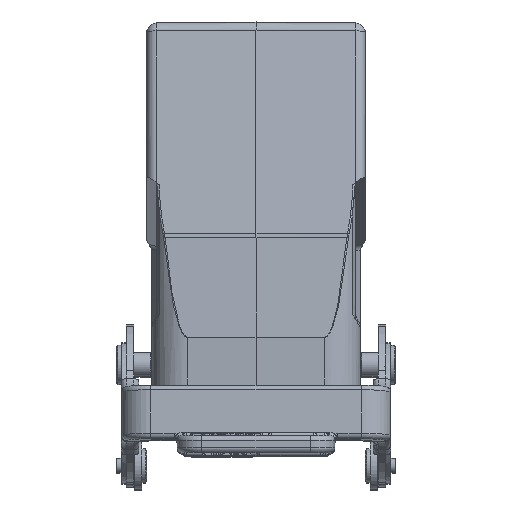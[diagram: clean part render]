
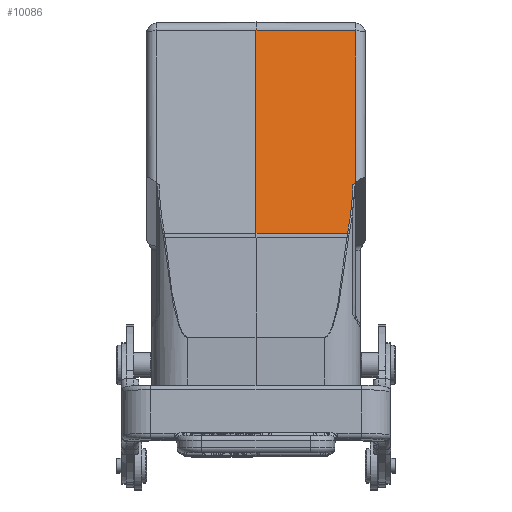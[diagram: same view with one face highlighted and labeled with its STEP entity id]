
A CAD part, top view. The second image highlights one B-rep face of the part: STEP entity #10086.
In plain terms, the highlighted planar face has unit normal (0.009, 0.174, 0.985).
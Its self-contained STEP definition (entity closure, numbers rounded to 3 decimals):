
#8522=ELLIPSE('',#36773,40.313,7.);
#10086=ADVANCED_FACE('',(#12324),#10912,.T.);
#10912=PLANE('',#36774);
#12324=FACE_OUTER_BOUND('',#14168,.T.);
#14168=EDGE_LOOP('',(#23225,#23226,#23227,#23228,#23229,#23230,#23231));
#15648=CIRCLE('',#36690,62.334);
#23225=ORIENTED_EDGE('',*,*,#29570,.F.);
#23226=ORIENTED_EDGE('',*,*,#29565,.F.);
#23227=ORIENTED_EDGE('',*,*,#29563,.T.);
#23228=ORIENTED_EDGE('',*,*,#29666,.F.);
#23229=ORIENTED_EDGE('',*,*,#29667,.F.);
#23230=ORIENTED_EDGE('',*,*,#29668,.T.);
#23231=ORIENTED_EDGE('',*,*,#29669,.F.);
#25791=VERTEX_POINT('',#58503);
#25792=VERTEX_POINT('',#58507);
#25793=VERTEX_POINT('',#58511);
#25796=VERTEX_POINT('',#58536);
#25842=VERTEX_POINT('',#58871);
#25846=VERTEX_POINT('',#58888);
#25847=VERTEX_POINT('',#58890);
#29563=EDGE_CURVE('',#25792,#25791,#31899,.T.);
#29565=EDGE_CURVE('',#25792,#25793,#31900,.T.);
#29570=EDGE_CURVE('',#25793,#25796,#15648,.T.);
#29666=EDGE_CURVE('',#25842,#25791,#31944,.T.);
#29667=EDGE_CURVE('',#25846,#25842,#31945,.T.);
#29668=EDGE_CURVE('',#25846,#25847,#31946,.T.);
#29669=EDGE_CURVE('',#25796,#25847,#8522,.T.);
#31899=LINE('',#58506,#34237);
#31900=LINE('',#58510,#34238);
#31944=LINE('',#58885,#34282);
#31945=LINE('',#58887,#34283);
#31946=LINE('',#58889,#34284);
#34237=VECTOR('',#43831,1.);
#34238=VECTOR('',#43836,1.);
#34282=VECTOR('',#44048,1.);
#34283=VECTOR('',#44051,1.);
#34284=VECTOR('',#44052,1.);
#36690=AXIS2_PLACEMENT_3D('',#58541,#43841,#43842);
#36773=AXIS2_PLACEMENT_3D('',#58891,#44053,#44054);
#36774=AXIS2_PLACEMENT_3D('',#58892,#44055,#44056);
#43831=DIRECTION('',(0.,0.985,-0.174));
#43836=DIRECTION('',(-0.762,-0.637,0.119));
#43841=DIRECTION('',(-0.009,-0.174,-0.985));
#43842=DIRECTION('',(0.,-0.985,0.174));
#44048=DIRECTION('',(1.,-0.009,-0.007));
#44051=DIRECTION('',(0.,0.985,-0.174));
#44052=DIRECTION('',(1.,-0.001,-0.009));
#44053=DIRECTION('',(-0.009,-0.174,-0.985));
#44054=DIRECTION('',(0.002,-0.985,0.174));
#44055=DIRECTION('',(0.009,0.174,0.985));
#44056=DIRECTION('',(0.,-0.985,0.174));
#58503=CARTESIAN_POINT('',(20.517,19.584,50.546));
#58506=CARTESIAN_POINT('',(20.517,-11.704,56.062));
#58507=CARTESIAN_POINT('',(20.517,-11.704,56.062));
#58510=CARTESIAN_POINT('',(20.517,-11.704,56.062));
#58511=CARTESIAN_POINT('',(19.963,-12.168,56.149));
#58536=CARTESIAN_POINT('',(19.449,-18.497,57.27));
#58541=CARTESIAN_POINT('',(-42.345,-10.389,56.388));
#58871=CARTESIAN_POINT('',(0.,19.763,50.696));
#58885=CARTESIAN_POINT('',(-0.012,19.763,50.696));
#58887=CARTESIAN_POINT('',(0.,-22.153,58.087));
#58888=CARTESIAN_POINT('',(0.,-22.155,58.087));
#58889=CARTESIAN_POINT('',(0.017,-22.155,58.087));
#58890=CARTESIAN_POINT('',(18.848,-22.176,57.924));
#58891=CARTESIAN_POINT('',(14.004,6.729,52.87));
#58892=CARTESIAN_POINT('',(0.,21.415,50.404));
